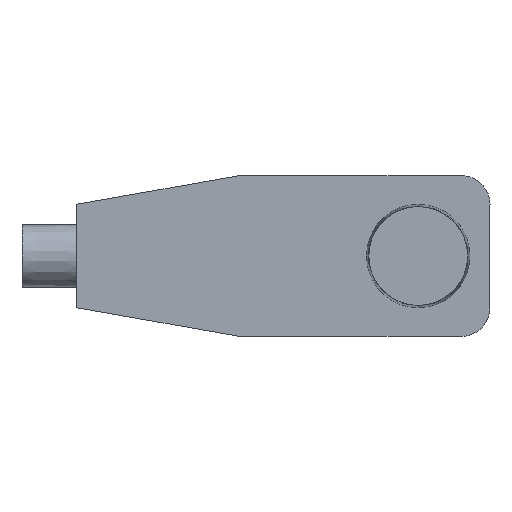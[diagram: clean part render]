
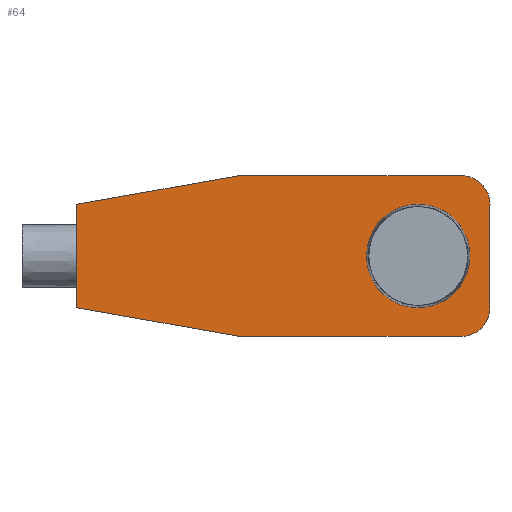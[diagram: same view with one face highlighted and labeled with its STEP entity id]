
A CAD part, front view. The second image highlights one B-rep face of the part: STEP entity #64.
In plain terms, the highlighted planar face has unit normal (0, -1, 0).
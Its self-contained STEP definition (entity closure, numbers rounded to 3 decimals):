
#38=CIRCLE('',#426,0.9);
#39=CIRCLE('',#427,0.9);
#46=FACE_BOUND('',#116,.T.);
#47=FACE_BOUND('',#117,.T.);
#52=PLANE('',#428);
#64=ADVANCED_FACE('',(#46,#47),#52,.T.);
#116=EDGE_LOOP('',(#167,#168,#169,#170,#171,#172,#173,#174));
#117=EDGE_LOOP('',(#175,#176));
#142=ELLIPSE('',#420,0.501,0.5);
#144=ELLIPSE('',#425,0.501,0.5);
#167=ORIENTED_EDGE('',*,*,#299,.F.);
#168=ORIENTED_EDGE('',*,*,#309,.F.);
#169=ORIENTED_EDGE('',*,*,#310,.F.);
#170=ORIENTED_EDGE('',*,*,#311,.F.);
#171=ORIENTED_EDGE('',*,*,#312,.T.);
#172=ORIENTED_EDGE('',*,*,#313,.F.);
#173=ORIENTED_EDGE('',*,*,#314,.T.);
#174=ORIENTED_EDGE('',*,*,#315,.F.);
#175=ORIENTED_EDGE('',*,*,#316,.T.);
#176=ORIENTED_EDGE('',*,*,#317,.T.);
#262=VERTEX_POINT('',#580);
#264=VERTEX_POINT('',#583);
#271=VERTEX_POINT('',#607);
#272=VERTEX_POINT('',#611);
#273=VERTEX_POINT('',#613);
#274=VERTEX_POINT('',#615);
#275=VERTEX_POINT('',#617);
#276=VERTEX_POINT('',#619);
#277=VERTEX_POINT('',#622);
#278=VERTEX_POINT('',#623);
#299=EDGE_CURVE('',#262,#264,#142,.T.);
#309=EDGE_CURVE('',#271,#262,#360,.T.);
#310=EDGE_CURVE('',#272,#271,#144,.T.);
#311=EDGE_CURVE('',#273,#272,#361,.T.);
#312=EDGE_CURVE('',#273,#274,#362,.T.);
#313=EDGE_CURVE('',#275,#274,#363,.T.);
#314=EDGE_CURVE('',#275,#276,#364,.T.);
#315=EDGE_CURVE('',#264,#276,#365,.T.);
#316=EDGE_CURVE('',#277,#278,#38,.T.);
#317=EDGE_CURVE('',#278,#277,#39,.T.);
#360=LINE('',#608,#393);
#361=LINE('',#612,#394);
#362=LINE('',#614,#395);
#363=LINE('',#616,#396);
#364=LINE('',#618,#397);
#365=LINE('',#620,#398);
#393=VECTOR('',#478,1.);
#394=VECTOR('',#483,1.);
#395=VECTOR('',#484,1.);
#396=VECTOR('',#485,1.);
#397=VECTOR('',#486,1.);
#398=VECTOR('',#487,1.);
#420=AXIS2_PLACEMENT_3D('',#582,#464,#465);
#425=AXIS2_PLACEMENT_3D('',#610,#481,#482);
#426=AXIS2_PLACEMENT_3D('',#621,#488,#489);
#427=AXIS2_PLACEMENT_3D('',#624,#490,#491);
#428=AXIS2_PLACEMENT_3D('',#625,#492,#493);
#464=DIRECTION('',(0.,1.,0.));
#465=DIRECTION('',(0.707,0.,-0.707));
#478=DIRECTION('',(0.,0.,-1.));
#481=DIRECTION('',(0.,1.,0.));
#482=DIRECTION('',(-0.707,0.,-0.707));
#483=DIRECTION('',(1.,0.,0.));
#484=DIRECTION('',(-0.985,0.,-0.174));
#485=DIRECTION('',(0.,0.,1.));
#486=DIRECTION('',(0.985,0.,-0.174));
#487=DIRECTION('',(-1.,0.,0.));
#488=DIRECTION('',(0.,1.,0.));
#489=DIRECTION('',(0.,0.,1.));
#490=DIRECTION('',(0.,1.,0.));
#491=DIRECTION('',(0.,0.,-1.));
#492=DIRECTION('',(0.,-1.,0.));
#493=DIRECTION('',(0.,0.,1.));
#580=CARTESIAN_POINT('',(-46.75,7.145,-17.7));
#582=CARTESIAN_POINT('',(-47.25,7.145,-17.7));
#583=CARTESIAN_POINT('',(-47.25,7.145,-18.2));
#607=CARTESIAN_POINT('',(-46.75,7.145,-15.9));
#608=CARTESIAN_POINT('',(-46.75,7.145,-15.9));
#610=CARTESIAN_POINT('',(-47.25,7.145,-15.9));
#611=CARTESIAN_POINT('',(-47.25,7.145,-15.4));
#612=CARTESIAN_POINT('',(-51.114,7.145,-15.4));
#613=CARTESIAN_POINT('',(-51.114,7.145,-15.4));
#614=CARTESIAN_POINT('',(-51.114,7.145,-15.4));
#615=CARTESIAN_POINT('',(-53.95,7.145,-15.9));
#616=CARTESIAN_POINT('',(-53.95,7.145,-17.7));
#617=CARTESIAN_POINT('',(-53.95,7.145,-17.7));
#618=CARTESIAN_POINT('',(-53.95,7.145,-17.7));
#619=CARTESIAN_POINT('',(-51.114,7.145,-18.2));
#620=CARTESIAN_POINT('',(-47.25,7.145,-18.2));
#621=CARTESIAN_POINT('',(-48.,7.145,-16.8));
#622=CARTESIAN_POINT('',(-48.,7.145,-15.9));
#623=CARTESIAN_POINT('',(-48.,7.145,-17.7));
#624=CARTESIAN_POINT('',(-48.,7.145,-16.8));
#625=CARTESIAN_POINT('',(-46.35,7.145,-18.2));
